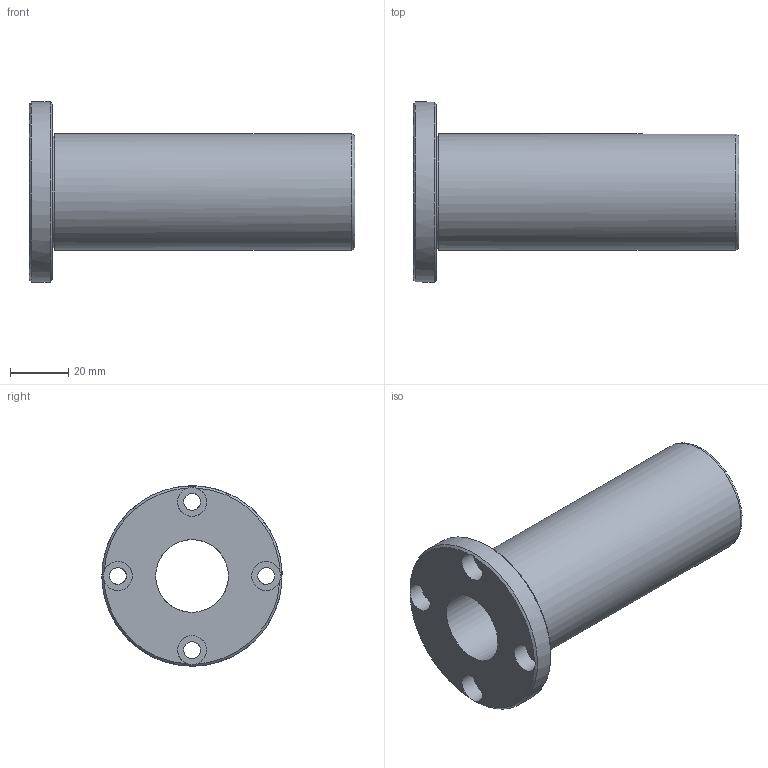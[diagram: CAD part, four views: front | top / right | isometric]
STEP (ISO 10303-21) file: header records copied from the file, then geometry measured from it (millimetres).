
FILE_DESCRIPTION ((), '1');
FILE_NAME ('FK92-325.stp', '2020-09-08T16:34:59', ('Unknown'), ('Unknown'), 'HarmonyWare STEP v2.0.5', 'Vectorworks', '');
FILE_SCHEMA (('CONFIG_CONTROL_DESIGN'));
Length unit declared in the file: millimetre
Products named in the file (1): NONE
Bounding box: 112 x 61.96 x 62 mm (x, y, z)
Volume: 98065.3 mm3; surface area: 29136.2 mm2
Topology: 1 solids, 1 shells, 23 faces, 102 edges, 83 vertices
Faces by surface type: bspline 23
Entity records: 1882 total; most frequent: CARTESIAN_POINT 1256, ORIENTED_EDGE 204, EDGE_CURVE 102, VERTEX_POINT 83, B_SPLINE_CURVE_WITH_KNOTS 43, EDGE_LOOP 35, FACE_OUTER_BOUND 23, ADVANCED_FACE 23
